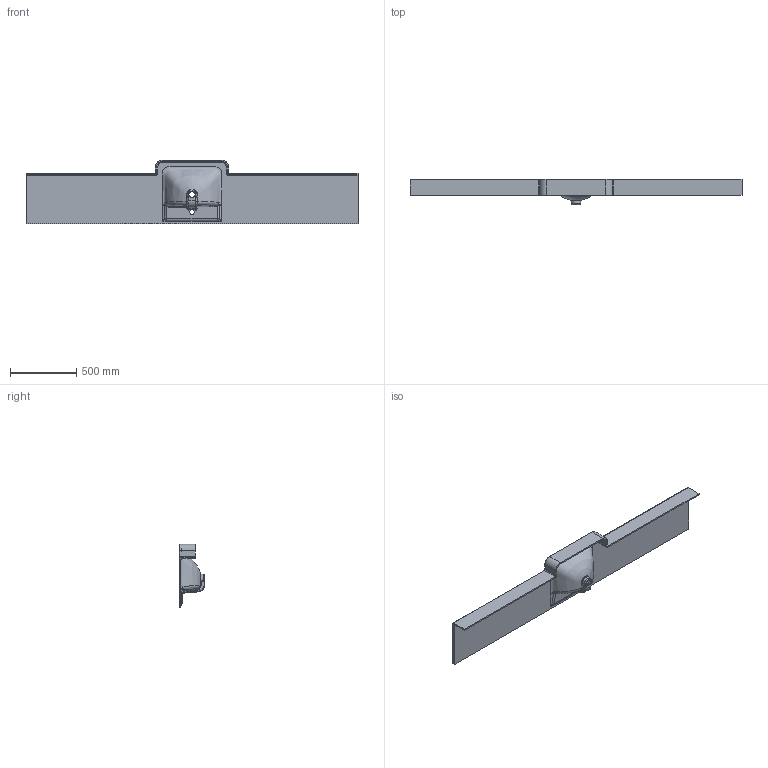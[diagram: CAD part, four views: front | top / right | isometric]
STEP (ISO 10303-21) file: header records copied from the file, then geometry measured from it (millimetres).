
FILE_DESCRIPTION (( 'STEP AP203' ), '1' );
FILE_NAME ('RENOVA_Nr_1_PRO.STEP', '2021-11-16T12:19:02', ( '' ), ( '' ), 'SwSTEP 2.0', 'SolidWorks 2020', '' );
FILE_SCHEMA (( 'CONFIG_CONTROL_DESIGN' ));
Length unit declared in the file: millimetre
Products named in the file (1): RENOVA_Nr_1_PRO
Bounding box: 2500 x 191.94 x 480 mm (x, y, z)
Volume: 16050738.1 mm3; surface area: 2811207.9 mm2
Topology: 1 solids, 1 shells, 175 faces, 441 edges, 258 vertices
Faces by surface type: bspline 60, cylinder 53, plane 34, torus 16, cone 7, sphere 5
Entity records: 40913 total; most frequent: CARTESIAN_POINT 37208, ORIENTED_EDGE 864, DIRECTION 625, EDGE_CURVE 432, VERTEX_POINT 258, AXIS2_PLACEMENT_3D 244, EDGE_LOOP 180, FACE_OUTER_BOUND 175
